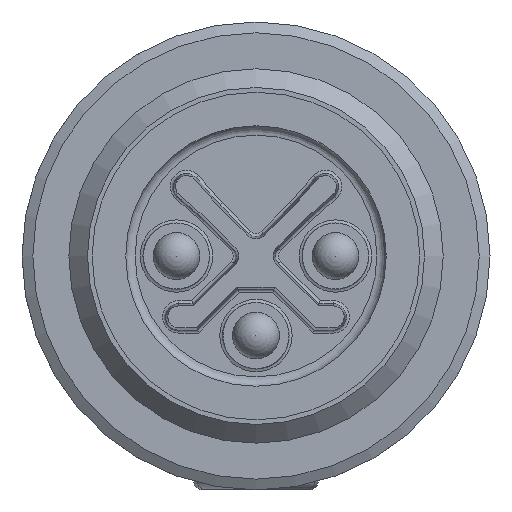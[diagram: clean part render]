
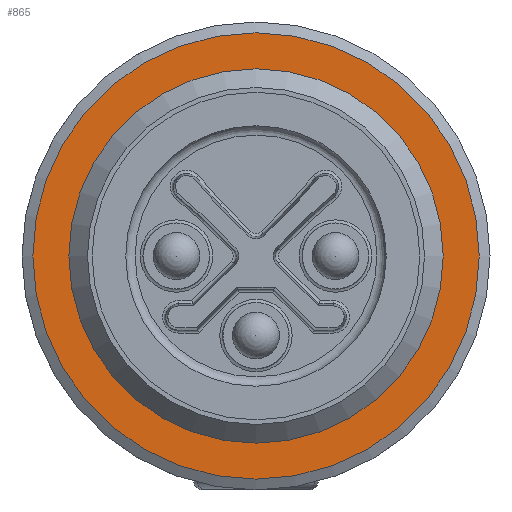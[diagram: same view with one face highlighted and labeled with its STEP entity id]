
A CAD part, left-side view. The second image highlights one B-rep face of the part: STEP entity #865.
In plain terms, the highlighted planar face has unit normal (-1, 0, 0).
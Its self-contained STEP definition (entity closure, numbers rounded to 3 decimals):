
#306=PLANE('',#7081);
#442=FACE_BOUND('',#1848,.T.);
#443=FACE_BOUND('',#1849,.T.);
#865=ADVANCED_FACE('',(#442,#443),#306,.F.);
#1848=EDGE_LOOP('',(#3582));
#1849=EDGE_LOOP('',(#3583));
#3582=ORIENTED_EDGE('',*,*,#5224,.F.);
#3583=ORIENTED_EDGE('',*,*,#5223,.T.);
#4373=VERTEX_POINT('',#15764);
#4374=VERTEX_POINT('',#15767);
#5223=EDGE_CURVE('',#4373,#4373,#6359,.T.);
#5224=EDGE_CURVE('',#4374,#4374,#6360,.T.);
#6359=CIRCLE('',#7078,7.154);
#6360=CIRCLE('',#7080,6.);
#7078=AXIS2_PLACEMENT_3D('',#15763,#8783,#8784);
#7080=AXIS2_PLACEMENT_3D('',#15766,#8787,#8788);
#7081=AXIS2_PLACEMENT_3D('',#15768,#8789,#8790);
#8783=DIRECTION('',(-1.,0.,0.));
#8784=DIRECTION('',(0.,-0.5,0.866));
#8787=DIRECTION('',(-1.,0.,0.));
#8788=DIRECTION('',(0.,-0.5,0.866));
#8789=DIRECTION('',(1.,0.,0.));
#8790=DIRECTION('',(0.,0.5,-0.866));
#15763=CARTESIAN_POINT('',(42.5,49.999,0.001));
#15764=CARTESIAN_POINT('',(42.5,46.422,6.196));
#15766=CARTESIAN_POINT('',(42.5,49.999,0.001));
#15767=CARTESIAN_POINT('',(42.5,46.999,5.197));
#15768=CARTESIAN_POINT('',(42.5,56.194,3.578));
